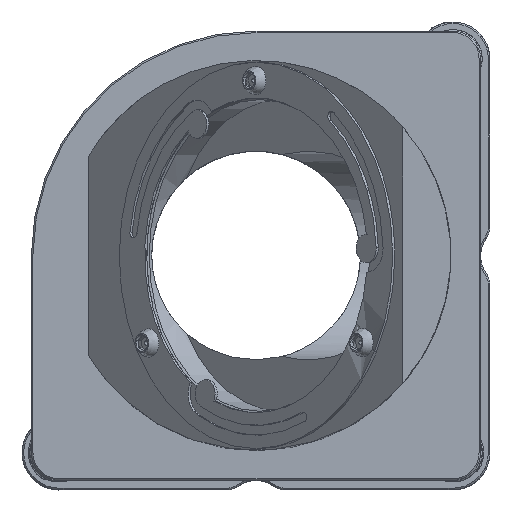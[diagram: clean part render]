
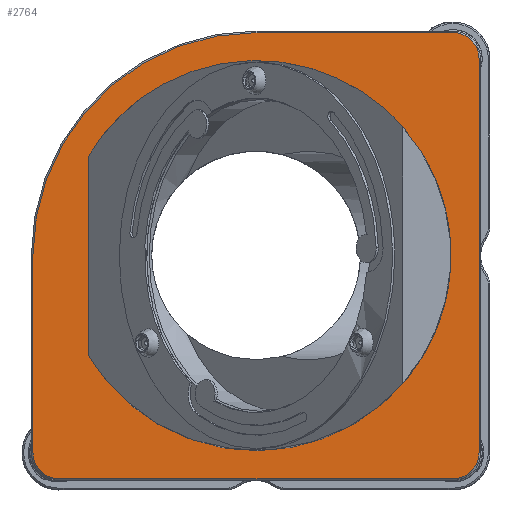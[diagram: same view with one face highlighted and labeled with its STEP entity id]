
A CAD part, top view. The second image highlights one B-rep face of the part: STEP entity #2764.
In plain terms, the highlighted planar face has unit normal (0, 0, 1).
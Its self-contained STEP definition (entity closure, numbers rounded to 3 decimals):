
#43 = EDGE_LOOP ( 'NONE', ( #3221, #3433 ) ) ;
#438 = CIRCLE ( 'NONE', #3083, 4.25 ) ;
#739 = CARTESIAN_POINT ( 'NONE',  ( 0., 0., 21. ) ) ;
#741 = AXIS2_PLACEMENT_3D ( 'NONE', #6358, #13689, #834 ) ;
#743 = AXIS2_PLACEMENT_3D ( 'NONE', #13498, #7995, #13585 ) ;
#834 = DIRECTION ( 'NONE',  ( -1., 0., 0. ) ) ;
#903 = FACE_OUTER_BOUND ( 'NONE', #15817, .T. ) ;
#1178 = FACE_BOUND ( 'NONE', #43, .T. ) ;
#1564 = CARTESIAN_POINT ( 'NONE',  ( -32.1, -32.1, 21. ) ) ;
#1629 = VECTOR ( 'NONE', #13962, 1000. ) ;
#1873 = VERTEX_POINT ( 'NONE', #15823 ) ;
#2333 = CARTESIAN_POINT ( 'NONE',  ( -32.1, -36.35, 21. ) ) ;
#2526 = ORIENTED_EDGE ( 'NONE', *, *, #15677, .T. ) ;
#2764 = ADVANCED_FACE ( 'NONE', ( #1178, #903 ), #16269, .F. ) ;
#2987 = DIRECTION ( 'NONE',  ( 1., 0., 0. ) ) ;
#3037 = CARTESIAN_POINT ( 'NONE',  ( 32.1, 36.35, 21. ) ) ;
#3083 = AXIS2_PLACEMENT_3D ( 'NONE', #1564, #6162, #15725 ) ;
#3132 = CIRCLE ( 'NONE', #9861, 31.75 ) ;
#3221 = ORIENTED_EDGE ( 'NONE', *, *, #7911, .F. ) ;
#3433 = ORIENTED_EDGE ( 'NONE', *, *, #16700, .F. ) ;
#3451 = DIRECTION ( 'NONE',  ( 0., -1., 0. ) ) ;
#3530 = VERTEX_POINT ( 'NONE', #3037 ) ;
#3572 = EDGE_CURVE ( 'NONE', #13701, #5076, #11845, .T. ) ;
#3819 = CARTESIAN_POINT ( 'NONE',  ( -27.293, -16.222, 21. ) ) ;
#3942 = CARTESIAN_POINT ( 'NONE',  ( 0., 0., 21. ) ) ;
#4280 = CARTESIAN_POINT ( 'NONE',  ( -27.293, 0., 21. ) ) ;
#4316 = CARTESIAN_POINT ( 'NONE',  ( -36.35, -32.1, 21. ) ) ;
#4376 = CARTESIAN_POINT ( 'NONE',  ( -36.6, -36.35, 21. ) ) ;
#4415 = CARTESIAN_POINT ( 'NONE',  ( -36.6, 36.35, 21. ) ) ;
#4460 = VERTEX_POINT ( 'NONE', #3819 ) ;
#4542 = VECTOR ( 'NONE', #4968, 1000. ) ;
#4648 = LINE ( 'NONE', #4280, #6442 ) ;
#4719 = DIRECTION ( 'NONE',  ( -1., 0., 0. ) ) ;
#4968 = DIRECTION ( 'NONE',  ( 0., 1., 0. ) ) ;
#5076 = VERTEX_POINT ( 'NONE', #17643 ) ;
#5264 = ORIENTED_EDGE ( 'NONE', *, *, #3572, .T. ) ;
#5699 = LINE ( 'NONE', #4415, #1629 ) ;
#6162 = DIRECTION ( 'NONE',  ( 0., 0., -1. ) ) ;
#6259 = DIRECTION ( 'NONE',  ( 0., -1., 0. ) ) ;
#6358 = CARTESIAN_POINT ( 'NONE',  ( 32.1, 32.1, 21. ) ) ;
#6442 = VECTOR ( 'NONE', #11342, 1000. ) ;
#6552 = VERTEX_POINT ( 'NONE', #13768 ) ;
#6916 = EDGE_CURVE ( 'NONE', #6552, #9148, #11854, .T. ) ;
#7253 = EDGE_CURVE ( 'NONE', #13701, #1873, #13948, .T. ) ;
#7911 = EDGE_CURVE ( 'NONE', #14197, #4460, #4648, .T. ) ;
#7995 = DIRECTION ( 'NONE',  ( 0., 0., -1. ) ) ;
#8381 = EDGE_CURVE ( 'NONE', #6552, #17179, #13300, .T. ) ;
#8953 = VERTEX_POINT ( 'NONE', #2333 ) ;
#9148 = VERTEX_POINT ( 'NONE', #4316 ) ;
#9176 = CARTESIAN_POINT ( 'NONE',  ( 36.35, 36.6, 21. ) ) ;
#9316 = CARTESIAN_POINT ( 'NONE',  ( -27.293, 16.222, 21. ) ) ;
#9534 = DIRECTION ( 'NONE',  ( 0., 1., 0. ) ) ;
#9776 = AXIS2_PLACEMENT_3D ( 'NONE', #739, #17323, #4719 ) ;
#9861 = AXIS2_PLACEMENT_3D ( 'NONE', #10592, #16048, #3451 ) ;
#10592 = CARTESIAN_POINT ( 'NONE',  ( 0., 0., 21. ) ) ;
#11324 = ORIENTED_EDGE ( 'NONE', *, *, #6916, .T. ) ;
#11342 = DIRECTION ( 'NONE',  ( 0., -1., 0. ) ) ;
#11347 = LINE ( 'NONE', #4376, #12781 ) ;
#11535 = VECTOR ( 'NONE', #6259, 1000. ) ;
#11845 = LINE ( 'NONE', #9176, #4542 ) ;
#11854 = LINE ( 'NONE', #13234, #11535 ) ;
#11982 = ORIENTED_EDGE ( 'NONE', *, *, #7253, .F. ) ;
#12039 = ORIENTED_EDGE ( 'NONE', *, *, #15470, .F. ) ;
#12781 = VECTOR ( 'NONE', #2987, 1000. ) ;
#12813 = ORIENTED_EDGE ( 'NONE', *, *, #16467, .T. ) ;
#13017 = AXIS2_PLACEMENT_3D ( 'NONE', #3942, #16537, #9534 ) ;
#13234 = CARTESIAN_POINT ( 'NONE',  ( -36.35, 36.6, 21. ) ) ;
#13300 = CIRCLE ( 'NONE', #9776, 36.35 ) ;
#13498 = CARTESIAN_POINT ( 'NONE',  ( 32.1, -32.1, 21. ) ) ;
#13585 = DIRECTION ( 'NONE',  ( -1., 0., 0. ) ) ;
#13642 = CIRCLE ( 'NONE', #741, 4.25 ) ;
#13689 = DIRECTION ( 'NONE',  ( 0., 0., -1. ) ) ;
#13701 = VERTEX_POINT ( 'NONE', #17764 ) ;
#13768 = CARTESIAN_POINT ( 'NONE',  ( -36.35, 0., 21. ) ) ;
#13948 = CIRCLE ( 'NONE', #743, 4.25 ) ;
#13962 = DIRECTION ( 'NONE',  ( -1., 0., 0. ) ) ;
#14197 = VERTEX_POINT ( 'NONE', #9316 ) ;
#14772 = EDGE_CURVE ( 'NONE', #8953, #9148, #438, .T. ) ;
#14945 = ORIENTED_EDGE ( 'NONE', *, *, #8381, .F. ) ;
#15470 = EDGE_CURVE ( 'NONE', #3530, #5076, #13642, .T. ) ;
#15502 = ORIENTED_EDGE ( 'NONE', *, *, #14772, .F. ) ;
#15677 = EDGE_CURVE ( 'NONE', #3530, #17179, #5699, .T. ) ;
#15725 = DIRECTION ( 'NONE',  ( -1., 0., 0. ) ) ;
#15817 = EDGE_LOOP ( 'NONE', ( #2526, #14945, #11324, #15502, #12813, #11982, #5264, #12039 ) ) ;
#15823 = CARTESIAN_POINT ( 'NONE',  ( 32.1, -36.35, 21. ) ) ;
#16048 = DIRECTION ( 'NONE',  ( 0., 0., 1. ) ) ;
#16269 = PLANE ( 'NONE',  #13017 ) ;
#16467 = EDGE_CURVE ( 'NONE', #8953, #1873, #11347, .T. ) ;
#16514 = CARTESIAN_POINT ( 'NONE',  ( 0., 36.35, 21. ) ) ;
#16537 = DIRECTION ( 'NONE',  ( 0., 0., -1. ) ) ;
#16700 = EDGE_CURVE ( 'NONE', #4460, #14197, #3132, .T. ) ;
#17179 = VERTEX_POINT ( 'NONE', #16514 ) ;
#17323 = DIRECTION ( 'NONE',  ( 0., 0., -1. ) ) ;
#17643 = CARTESIAN_POINT ( 'NONE',  ( 36.35, 32.1, 21. ) ) ;
#17764 = CARTESIAN_POINT ( 'NONE',  ( 36.35, -32.1, 21. ) ) ;
